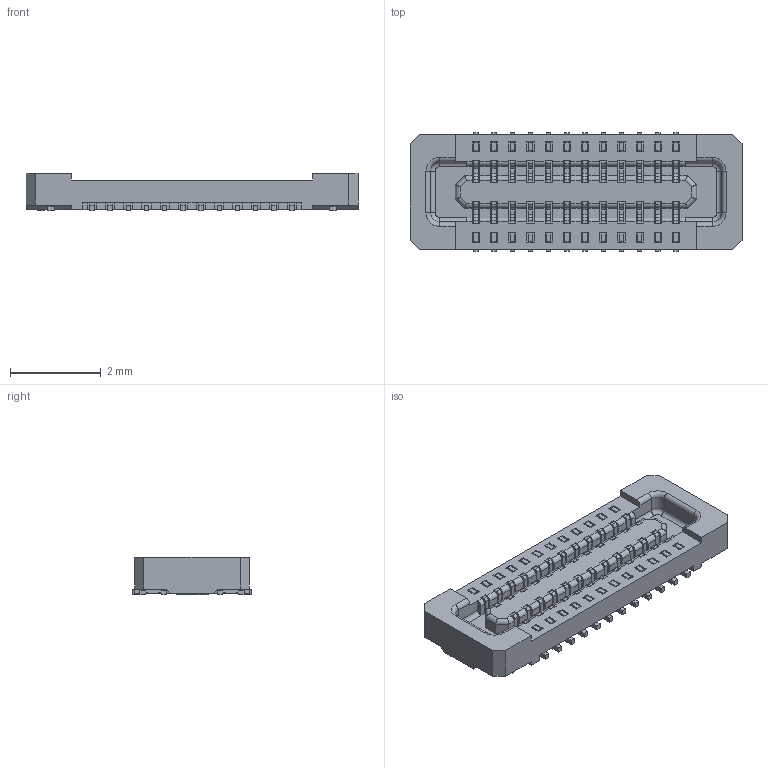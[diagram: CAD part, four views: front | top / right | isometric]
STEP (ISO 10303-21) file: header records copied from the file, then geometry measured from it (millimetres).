
FILE_DESCRIPTION(('STEP AP214'),'1');
FILE_NAME('CONN-SMD_YXT-BB10-24S-02.stp','2021-08-18T13:07:06',(' '),(' '),'Spatial InterOp 3D',' ',' ');
FILE_SCHEMA(('AUTOMOTIVE_DESIGN { 1 0 10303 214 1 1 1 1 }'));
Length unit declared in the file: millimetre
Products named in the file (1): PRINT295
Bounding box: 7.3 x 2.6 x 0.82 mm (x, y, z)
Volume: 9.6 mm3; surface area: 107.8 mm2
Topology: 29 solids, 29 shells, 1422 faces, 3795 edges, 2514 vertices
Faces by surface type: plane 1236, cylinder 178, torus 8
Entity records: 54960 total; most frequent: CARTESIAN_POINT 7733, ORIENTED_EDGE 7590, DIRECTION 6999, EDGE_CURVE 3795, LINE 3439, VECTOR 3439, VERTEX_POINT 2514, AXIS2_PLACEMENT_3D 1780
